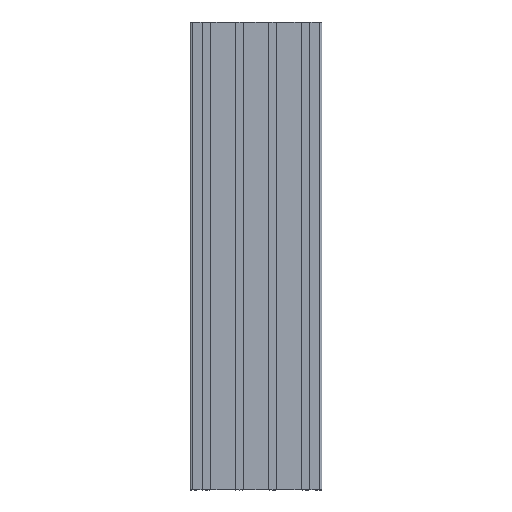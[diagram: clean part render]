
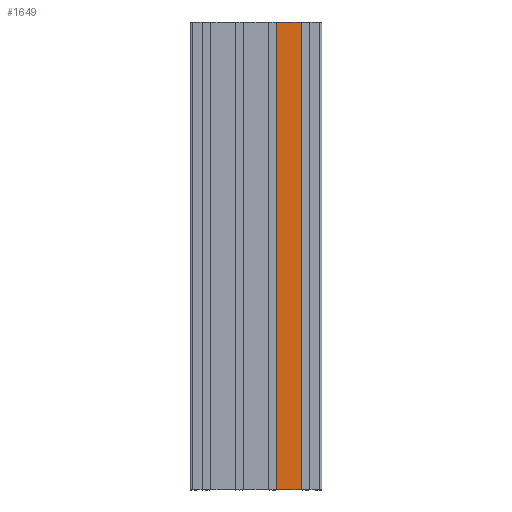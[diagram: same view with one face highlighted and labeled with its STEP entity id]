
A CAD part, left-side view. The second image highlights one B-rep face of the part: STEP entity #1649.
In plain terms, the highlighted free-form (B-spline) face has degree [1, 1] with [2, 2] control points.
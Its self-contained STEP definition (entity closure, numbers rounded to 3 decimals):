
#351 = VERTEX_POINT('',#352);
#352 = CARTESIAN_POINT('',(518.519,-77.362,
    -30.689));
#357 = EDGE_CURVE('',#358,#351,#360,.T.);
#358 = VERTEX_POINT('',#359);
#359 = CARTESIAN_POINT('',(518.519,-77.362,
    -575.422));
#360 = B_SPLINE_CURVE_WITH_KNOTS('',1,(#361,#362),.UNSPECIFIED.,.F.,.F.,
  (2,2),(-450.,-24.),.PIECEWISE_BEZIER_KNOTS.);
#361 = CARTESIAN_POINT('',(518.519,-77.362,
    -575.422));
#362 = CARTESIAN_POINT('',(518.519,-77.362,
    -30.689));
#1649 = ADVANCED_FACE('',(#1650),#1672,.T.);
#1650 = FACE_BOUND('',#1651,.T.);
#1651 = EDGE_LOOP('',(#1652,#1659,#1666,#1671));
#1652 = ORIENTED_EDGE('',*,*,#1653,.F.);
#1653 = EDGE_CURVE('',#1654,#351,#1656,.T.);
#1654 = VERTEX_POINT('',#1655);
#1655 = CARTESIAN_POINT('',(518.519,-49.231,
    -30.689));
#1656 = B_SPLINE_CURVE_WITH_KNOTS('',1,(#1657,#1658),.UNSPECIFIED.,.F.,
  .F.,(2,2),(6.,28.),.PIECEWISE_BEZIER_KNOTS.);
#1657 = CARTESIAN_POINT('',(518.519,-49.231,
    -30.689));
#1658 = CARTESIAN_POINT('',(518.519,-77.362,
    -30.689));
#1659 = ORIENTED_EDGE('',*,*,#1660,.F.);
#1660 = EDGE_CURVE('',#1661,#1654,#1663,.T.);
#1661 = VERTEX_POINT('',#1662);
#1662 = CARTESIAN_POINT('',(518.519,-49.231,
    -575.422));
#1663 = B_SPLINE_CURVE_WITH_KNOTS('',1,(#1664,#1665),.UNSPECIFIED.,.F.,
  .F.,(2,2),(-450.,-24.),.PIECEWISE_BEZIER_KNOTS.);
#1664 = CARTESIAN_POINT('',(518.519,-49.231,
    -575.422));
#1665 = CARTESIAN_POINT('',(518.519,-49.231,
    -30.689));
#1666 = ORIENTED_EDGE('',*,*,#1667,.T.);
#1667 = EDGE_CURVE('',#1661,#358,#1668,.T.);
#1668 = B_SPLINE_CURVE_WITH_KNOTS('',1,(#1669,#1670),.UNSPECIFIED.,.F.,
  .F.,(2,2),(-9.,13.),.PIECEWISE_BEZIER_KNOTS.);
#1669 = CARTESIAN_POINT('',(518.519,-49.231,
    -575.422));
#1670 = CARTESIAN_POINT('',(518.519,-77.362,
    -575.422));
#1671 = ORIENTED_EDGE('',*,*,#357,.T.);
#1672 = B_SPLINE_SURFACE_WITH_KNOTS('',1,1,(
    (#1673,#1674)
    ,(#1675,#1676
    )),.UNSPECIFIED.,.F.,.F.,.F.,(2,2),(2,2),(0.,22.),(24.,450.),
  .PIECEWISE_BEZIER_KNOTS.);
#1673 = CARTESIAN_POINT('',(518.519,-77.362,
    -30.689));
#1674 = CARTESIAN_POINT('',(518.519,-77.362,
    -575.422));
#1675 = CARTESIAN_POINT('',(518.519,-49.231,
    -30.689));
#1676 = CARTESIAN_POINT('',(518.519,-49.231,
    -575.422));
